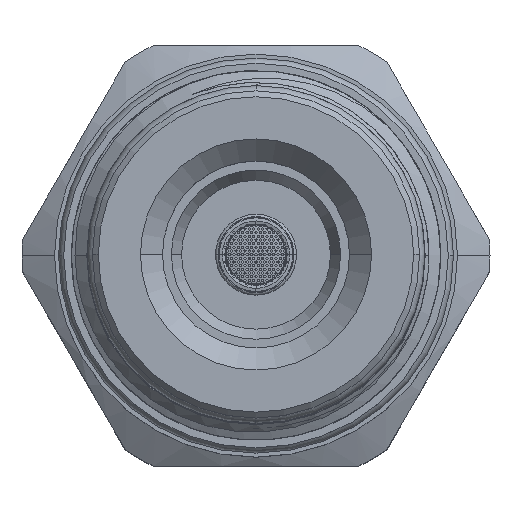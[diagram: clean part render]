
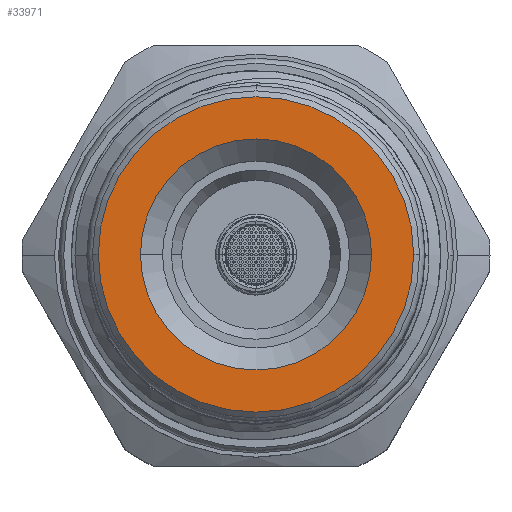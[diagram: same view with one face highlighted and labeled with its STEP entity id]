
A CAD part, top view. The second image highlights one B-rep face of the part: STEP entity #33971.
In plain terms, the highlighted planar face has unit normal (0, 0, 1).
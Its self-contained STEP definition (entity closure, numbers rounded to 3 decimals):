
#203 = DIRECTION ( 'NONE',  ( 1., 0., 0. ) ) ;
#375 = VERTEX_POINT ( 'NONE', #4875 ) ;
#1732 = EDGE_CURVE ( 'NONE', #31088, #24163, #2777, .T. ) ;
#2557 = AXIS2_PLACEMENT_3D ( 'NONE', #52135, #26237, #34910 ) ;
#2777 = CIRCLE ( 'NONE', #16272, 10.715 ) ;
#4353 = CARTESIAN_POINT ( 'NONE',  ( 0., 0., -2.957 ) ) ;
#4875 = CARTESIAN_POINT ( 'NONE',  ( -7.85, 0., -2.957 ) ) ;
#7073 = DIRECTION ( 'NONE',  ( 1., 0., 0. ) ) ;
#7800 = DIRECTION ( 'NONE',  ( 0., 0., 1. ) ) ;
#7884 = EDGE_CURVE ( 'NONE', #13308, #375, #23418, .T. ) ;
#9378 = DIRECTION ( 'NONE',  ( 0., 0., 1. ) ) ;
#9975 = CARTESIAN_POINT ( 'NONE',  ( 10.715, 0., -2.957 ) ) ;
#12034 = EDGE_CURVE ( 'NONE', #24163, #31088, #44896, .T. ) ;
#12156 = DIRECTION ( 'NONE',  ( -1., 0., 0. ) ) ;
#13308 = VERTEX_POINT ( 'NONE', #25374 ) ;
#13361 = ORIENTED_EDGE ( 'NONE', *, *, #55267, .F. ) ;
#15610 = CARTESIAN_POINT ( 'NONE',  ( 0., 0., -2.957 ) ) ;
#16272 = AXIS2_PLACEMENT_3D ( 'NONE', #20262, #7800, #12156 ) ;
#19934 = DIRECTION ( 'NONE',  ( 0., 0., 1. ) ) ;
#20262 = CARTESIAN_POINT ( 'NONE',  ( 0., 0., -2.957 ) ) ;
#21486 = AXIS2_PLACEMENT_3D ( 'NONE', #47493, #9378, #21630 ) ;
#21630 = DIRECTION ( 'NONE',  ( -1., 0., 0. ) ) ;
#21711 = ORIENTED_EDGE ( 'NONE', *, *, #1732, .T. ) ;
#21889 = PLANE ( 'NONE',  #2557 ) ;
#23418 = CIRCLE ( 'NONE', #31583, 7.85 ) ;
#24163 = VERTEX_POINT ( 'NONE', #38370 ) ;
#25374 = CARTESIAN_POINT ( 'NONE',  ( 7.85, 0., -2.957 ) ) ;
#26237 = DIRECTION ( 'NONE',  ( 0., 0., -1. ) ) ;
#28592 = FACE_OUTER_BOUND ( 'NONE', #40687, .T. ) ;
#30574 = DIRECTION ( 'NONE',  ( 0., 0., 1. ) ) ;
#31088 = VERTEX_POINT ( 'NONE', #9975 ) ;
#31583 = AXIS2_PLACEMENT_3D ( 'NONE', #15610, #19934, #7073 ) ;
#33971 = ADVANCED_FACE ( 'NONE', ( #28592, #46157 ), #21889, .F. ) ;
#34661 = AXIS2_PLACEMENT_3D ( 'NONE', #4353, #30574, #203 ) ;
#34910 = DIRECTION ( 'NONE',  ( -1., 0., 0. ) ) ;
#38370 = CARTESIAN_POINT ( 'NONE',  ( -10.715, 0., -2.957 ) ) ;
#40687 = EDGE_LOOP ( 'NONE', ( #51575, #21711 ) ) ;
#44896 = CIRCLE ( 'NONE', #21486, 10.715 ) ;
#44915 = ORIENTED_EDGE ( 'NONE', *, *, #7884, .F. ) ;
#46157 = FACE_BOUND ( 'NONE', #54001, .T. ) ;
#47288 = CIRCLE ( 'NONE', #34661, 7.85 ) ;
#47493 = CARTESIAN_POINT ( 'NONE',  ( 0., 0., -2.957 ) ) ;
#51575 = ORIENTED_EDGE ( 'NONE', *, *, #12034, .T. ) ;
#52135 = CARTESIAN_POINT ( 'NONE',  ( 0., 0., -2.957 ) ) ;
#54001 = EDGE_LOOP ( 'NONE', ( #44915, #13361 ) ) ;
#55267 = EDGE_CURVE ( 'NONE', #375, #13308, #47288, .T. ) ;
